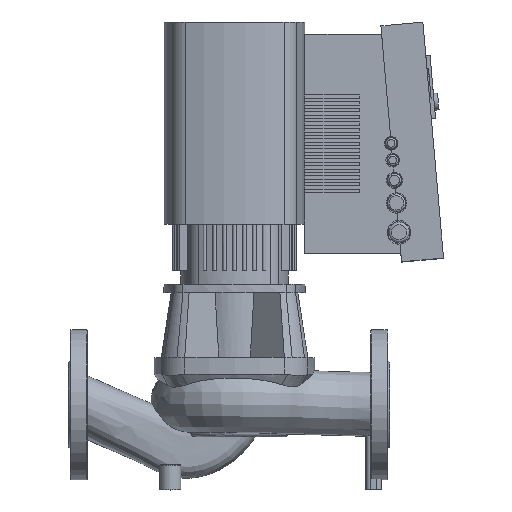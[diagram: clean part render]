
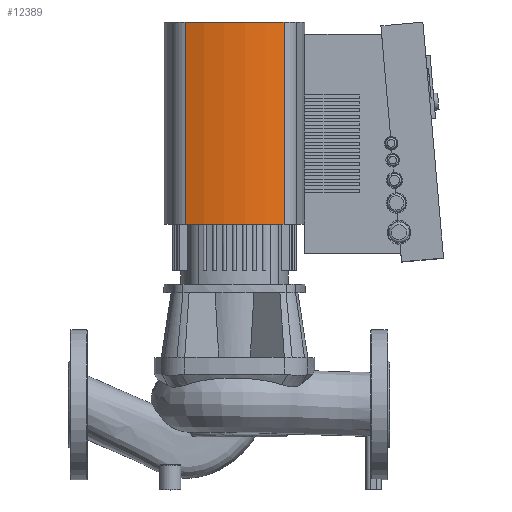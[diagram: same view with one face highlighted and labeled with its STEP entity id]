
A CAD part, top view. The second image highlights one B-rep face of the part: STEP entity #12389.
In plain terms, the highlighted cylindrical face has radius 166.2 mm (diameter 332.399 mm), a partial arc.
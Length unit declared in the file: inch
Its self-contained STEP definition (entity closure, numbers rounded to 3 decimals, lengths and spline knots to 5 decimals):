
#1349=FACE_OUTER_BOUND('',#2065,.T.);
#2065=EDGE_LOOP('',(#10937,#10938,#10939,#10940));
#3130=LINE('',#29846,#4322);
#3131=LINE('',#29850,#4323);
#4322=VECTOR('',#16711,0.3937);
#4323=VECTOR('',#16716,0.3937);
#5028=CIRCLE('',#13757,6.54329);
#5035=CIRCLE('',#13768,6.54329);
#6042=VERTEX_POINT('',#29827);
#6043=VERTEX_POINT('',#29829);
#6048=VERTEX_POINT('',#29845);
#6049=VERTEX_POINT('',#29849);
#7707=EDGE_CURVE('',#6043,#6042,#5028,.T.);
#7715=EDGE_CURVE('',#6043,#6048,#3130,.T.);
#7717=EDGE_CURVE('',#6049,#6042,#3131,.T.);
#7718=EDGE_CURVE('',#6049,#6048,#5035,.T.);
#10937=ORIENTED_EDGE('',*,*,#7715,.F.);
#10938=ORIENTED_EDGE('',*,*,#7707,.T.);
#10939=ORIENTED_EDGE('',*,*,#7717,.F.);
#10940=ORIENTED_EDGE('',*,*,#7718,.T.);
#11843=CYLINDRICAL_SURFACE('',#13767,6.54329);
#12389=ADVANCED_FACE('',(#1349),#11843,.T.);
#13757=AXIS2_PLACEMENT_3D('',#29830,#16691,#16692);
#13767=AXIS2_PLACEMENT_3D('',#29848,#16714,#16715);
#13768=AXIS2_PLACEMENT_3D('',#29851,#16717,#16718);
#16691=DIRECTION('center_axis',(0.,-1.,0.));
#16692=DIRECTION('ref_axis',(-0.415,0.,0.91));
#16711=DIRECTION('',(0.,-1.,0.));
#16714=DIRECTION('center_axis',(0.,1.,0.));
#16715=DIRECTION('ref_axis',(-0.415,0.,0.91));
#16716=DIRECTION('',(0.,1.,0.));
#16717=DIRECTION('center_axis',(0.,1.,0.));
#16718=DIRECTION('ref_axis',(-0.415,0.,0.91));
#29827=CARTESIAN_POINT('',(5.44387,17.87398,2.885));
#29829=CARTESIAN_POINT('',(10.06791,17.87398,2.885));
#29830=CARTESIAN_POINT('Origin',(7.75589,17.87398,-3.23621));
#29845=CARTESIAN_POINT('',(10.06791,8.42518,2.885));
#29846=CARTESIAN_POINT('',(10.06791,8.42518,2.885));
#29848=CARTESIAN_POINT('Origin',(7.75589,8.42518,-3.23621));
#29849=CARTESIAN_POINT('',(5.44387,8.42518,2.885));
#29850=CARTESIAN_POINT('',(5.44387,8.42518,2.885));
#29851=CARTESIAN_POINT('Origin',(7.75589,8.42518,-3.23621));
